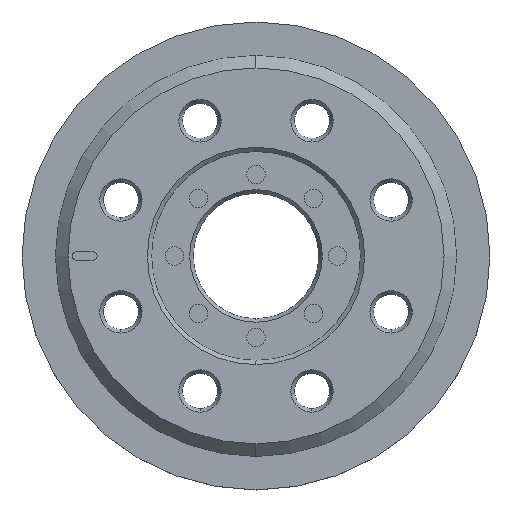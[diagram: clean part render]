
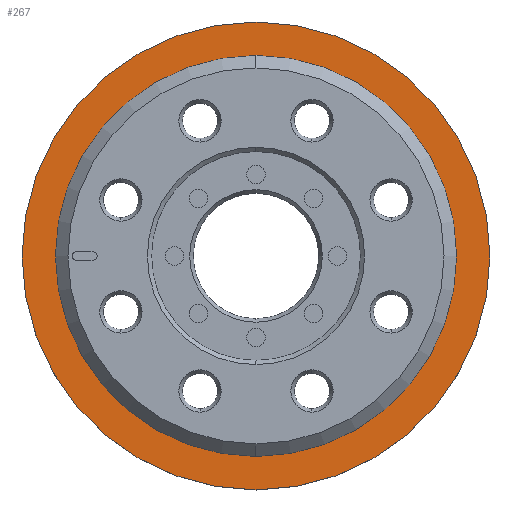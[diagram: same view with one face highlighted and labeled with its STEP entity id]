
A CAD part, top view. The second image highlights one B-rep face of the part: STEP entity #267.
In plain terms, the highlighted planar face has unit normal (0, 0, 1).
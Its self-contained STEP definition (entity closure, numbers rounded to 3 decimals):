
#8 = CIRCLE ( 'NONE', #1253, 24. ) ;
#75 = DIRECTION ( 'NONE',  ( 0., -1., 0. ) ) ;
#94 = CARTESIAN_POINT ( 'NONE',  ( 0., 0., 20.05 ) ) ;
#106 = VERTEX_POINT ( 'NONE', #800 ) ;
#267 = ADVANCED_FACE ( 'NONE', ( #1431, #1765 ), #700, .F. ) ;
#312 = AXIS2_PLACEMENT_3D ( 'NONE', #1381, #661, #1549 ) ;
#513 = DIRECTION ( 'NONE',  ( 0., 0., -1. ) ) ;
#547 = DIRECTION ( 'NONE',  ( 0., -1., 0. ) ) ;
#551 = CARTESIAN_POINT ( 'NONE',  ( 0., 0., 20.05 ) ) ;
#584 = ORIENTED_EDGE ( 'NONE', *, *, #1444, .T. ) ;
#661 = DIRECTION ( 'NONE',  ( 0., 0., 1. ) ) ;
#700 = PLANE ( 'NONE',  #1801 ) ;
#776 = AXIS2_PLACEMENT_3D ( 'NONE', #2057, #1690, #75 ) ;
#800 = CARTESIAN_POINT ( 'NONE',  ( 0., 28., 20.05 ) ) ;
#804 = VERTEX_POINT ( 'NONE', #899 ) ;
#833 = EDGE_CURVE ( 'NONE', #1798, #960, #8, .T. ) ;
#882 = CIRCLE ( 'NONE', #776, 28. ) ;
#899 = CARTESIAN_POINT ( 'NONE',  ( 0., -28., 20.05 ) ) ;
#919 = CIRCLE ( 'NONE', #1295, 24. ) ;
#960 = VERTEX_POINT ( 'NONE', #1893 ) ;
#996 = CARTESIAN_POINT ( 'NONE',  ( 0., 24., 20.05 ) ) ;
#998 = EDGE_CURVE ( 'NONE', #804, #106, #882, .T. ) ;
#1043 = ORIENTED_EDGE ( 'NONE', *, *, #833, .T. ) ;
#1083 = EDGE_CURVE ( 'NONE', #106, #804, #1817, .T. ) ;
#1098 = ORIENTED_EDGE ( 'NONE', *, *, #1083, .T. ) ;
#1119 = ORIENTED_EDGE ( 'NONE', *, *, #998, .T. ) ;
#1253 = AXIS2_PLACEMENT_3D ( 'NONE', #551, #1782, #1640 ) ;
#1277 = EDGE_LOOP ( 'NONE', ( #584, #1043 ) ) ;
#1295 = AXIS2_PLACEMENT_3D ( 'NONE', #94, #2050, #1719 ) ;
#1381 = CARTESIAN_POINT ( 'NONE',  ( 0., 0., 20.05 ) ) ;
#1431 = FACE_BOUND ( 'NONE', #1277, .T. ) ;
#1444 = EDGE_CURVE ( 'NONE', #960, #1798, #919, .T. ) ;
#1549 = DIRECTION ( 'NONE',  ( 0., -1., 0. ) ) ;
#1640 = DIRECTION ( 'NONE',  ( 0., -1., 0. ) ) ;
#1690 = DIRECTION ( 'NONE',  ( 0., 0., 1. ) ) ;
#1719 = DIRECTION ( 'NONE',  ( 0., -1., 0. ) ) ;
#1765 = FACE_OUTER_BOUND ( 'NONE', #2052, .T. ) ;
#1782 = DIRECTION ( 'NONE',  ( 0., 0., -1. ) ) ;
#1798 = VERTEX_POINT ( 'NONE', #996 ) ;
#1801 = AXIS2_PLACEMENT_3D ( 'NONE', #2324, #513, #547 ) ;
#1817 = CIRCLE ( 'NONE', #312, 28. ) ;
#1893 = CARTESIAN_POINT ( 'NONE',  ( 0., -24., 20.05 ) ) ;
#2050 = DIRECTION ( 'NONE',  ( 0., 0., -1. ) ) ;
#2052 = EDGE_LOOP ( 'NONE', ( #1119, #1098 ) ) ;
#2057 = CARTESIAN_POINT ( 'NONE',  ( 0., 0., 20.05 ) ) ;
#2324 = CARTESIAN_POINT ( 'NONE',  ( 0., 0., 20.05 ) ) ;
